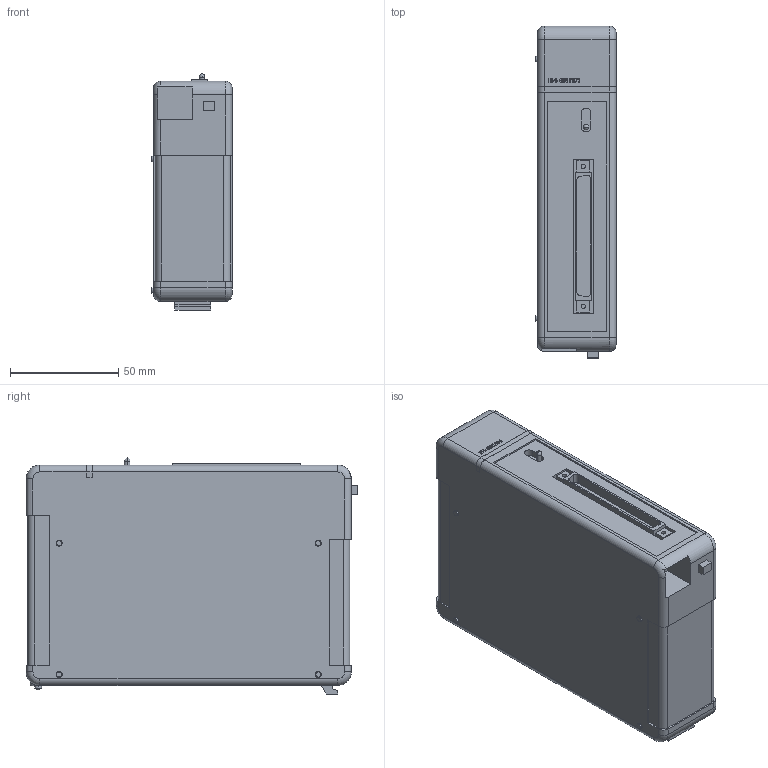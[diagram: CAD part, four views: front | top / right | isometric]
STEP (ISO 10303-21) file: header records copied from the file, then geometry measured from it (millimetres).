
FILE_DESCRIPTION (( 'STEP AP214' ), '1' );
FILE_NAME ('D4-32TD1.step', '2014-09-23T18:03:50', ( '' ), ( '' ), 'SwSTEP 2.0', 'SolidWorks 2014', '' );
FILE_SCHEMA (( 'AUTOMOTIVE_DESIGN' ));
Length unit declared in the file: inch
Products named in the file (1): D4-32TD1
Bounding box: 36.96 x 153.03 x 108.84 mm (x, y, z)
Volume: 525454.3 mm3; surface area: 53931.3 mm2
Topology: 2 solids, 2 shells, 291 faces, 750 edges, 493 vertices
Faces by surface type: plane 186, cylinder 46, bspline 37, torus 10, cone 10, sphere 2
Entity records: 13994 total; most frequent: CARTESIAN_POINT 3686, ORIENTED_EDGE 1490, DIRECTION 1301, EDGE_CURVE 745, VECTOR 543, LINE 543, VERTEX_POINT 490, AXIS2_PLACEMENT_3D 379
